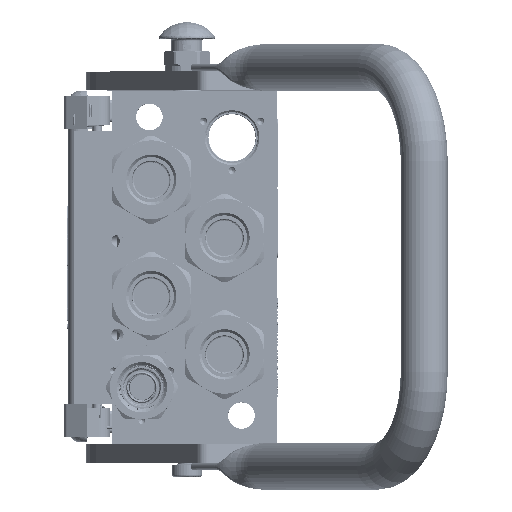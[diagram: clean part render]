
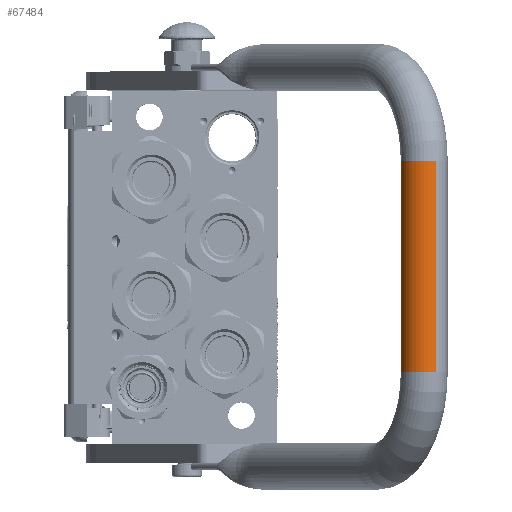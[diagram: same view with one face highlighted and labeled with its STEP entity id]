
A CAD part, top view. The second image highlights one B-rep face of the part: STEP entity #67484.
In plain terms, the highlighted cylindrical face has radius 12.5 mm (diameter 25 mm), a partial arc.
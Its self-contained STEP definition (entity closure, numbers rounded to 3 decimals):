
#5050 = LINE ( 'NONE', #14235, #26334 ) ;
#6120 = LINE ( 'NONE', #121617, #33656 ) ;
#8286 = AXIS2_PLACEMENT_3D ( 'NONE', #155313, #73703, #60597 ) ;
#11530 = VERTEX_POINT ( 'NONE', #155613 ) ;
#14235 = CARTESIAN_POINT ( 'NONE',  ( -56.25, 0., 155. ) ) ;
#14676 = FACE_OUTER_BOUND ( 'NONE', #106304, .T. ) ;
#17786 = CARTESIAN_POINT ( 'NONE',  ( -56.25, 0., 167.5 ) ) ;
#18205 = DIRECTION ( 'NONE',  ( 1., 0., 0. ) ) ;
#26334 = VECTOR ( 'NONE', #123735, 1000. ) ;
#28688 = DIRECTION ( 'NONE',  ( 1., 0., 0. ) ) ;
#31381 = DIRECTION ( 'NONE',  ( -1., 0., 0. ) ) ;
#31633 = CIRCLE ( 'NONE', #162632, 12.5 ) ;
#33656 = VECTOR ( 'NONE', #28688, 1000. ) ;
#35681 = CIRCLE ( 'NONE', #8286, 12.5 ) ;
#38354 = VERTEX_POINT ( 'NONE', #132242 ) ;
#52131 = EDGE_CURVE ( 'NONE', #38354, #139698, #6120, .T. ) ;
#60597 = DIRECTION ( 'NONE',  ( 0., 0., 1. ) ) ;
#67484 = ADVANCED_FACE ( 'NONE', ( #14676 ), #82816, .T. ) ;
#73703 = DIRECTION ( 'NONE',  ( 1., 0., 0. ) ) ;
#75142 = EDGE_CURVE ( 'NONE', #139698, #11530, #31633, .T. ) ;
#82809 = AXIS2_PLACEMENT_3D ( 'NONE', #17786, #31381, #126739 ) ;
#82816 = CYLINDRICAL_SURFACE ( 'NONE', #82809, 12.5 ) ;
#90696 = CARTESIAN_POINT ( 'NONE',  ( 56.25, 0., 180. ) ) ;
#93311 = EDGE_CURVE ( 'NONE', #162850, #11530, #5050, .T. ) ;
#101480 = CARTESIAN_POINT ( 'NONE',  ( 56.25, 0., 167.5 ) ) ;
#106304 = EDGE_LOOP ( 'NONE', ( #124571, #125881, #117684, #117265 ) ) ;
#117265 = ORIENTED_EDGE ( 'NONE', *, *, #126893, .T. ) ;
#117684 = ORIENTED_EDGE ( 'NONE', *, *, #52131, .F. ) ;
#121617 = CARTESIAN_POINT ( 'NONE',  ( -56.25, 0., 180. ) ) ;
#123735 = DIRECTION ( 'NONE',  ( 1., 0., 0. ) ) ;
#124571 = ORIENTED_EDGE ( 'NONE', *, *, #93311, .T. ) ;
#125881 = ORIENTED_EDGE ( 'NONE', *, *, #75142, .F. ) ;
#126739 = DIRECTION ( 'NONE',  ( 0., 0., -1. ) ) ;
#126893 = EDGE_CURVE ( 'NONE', #38354, #162850, #35681, .T. ) ;
#131378 = CARTESIAN_POINT ( 'NONE',  ( -56.25, 0., 155. ) ) ;
#132242 = CARTESIAN_POINT ( 'NONE',  ( -56.25, 0., 180. ) ) ;
#139698 = VERTEX_POINT ( 'NONE', #90696 ) ;
#153909 = DIRECTION ( 'NONE',  ( 0., 0., 1. ) ) ;
#155313 = CARTESIAN_POINT ( 'NONE',  ( -56.25, 0., 167.5 ) ) ;
#155613 = CARTESIAN_POINT ( 'NONE',  ( 56.25, 0., 155. ) ) ;
#162632 = AXIS2_PLACEMENT_3D ( 'NONE', #101480, #18205, #153909 ) ;
#162850 = VERTEX_POINT ( 'NONE', #131378 ) ;
